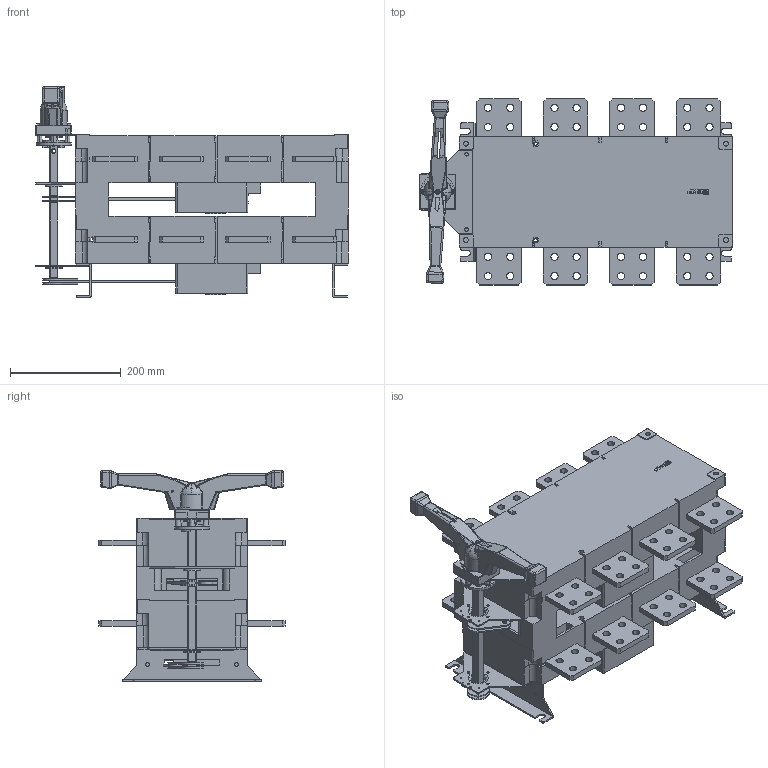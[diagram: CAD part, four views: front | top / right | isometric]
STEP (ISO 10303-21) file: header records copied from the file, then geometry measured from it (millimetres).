
FILE_DESCRIPTION (( 'STEP AP203' ), '1' );
FILE_NAME ('pscs-1600-4 Ðóáèëüíèê-ïåðåêëþ÷àòåëü 1600A 4P c ðóêîÿòêîé óïðàâëåíèÿ äëÿ ïðÿìîé óñòàíîâêè PowerSwitch EKF.STEP', '2026-03-26T09:18:19', ( '' ), ( '' ), 'SwSTEP 2.0', 'SolidWorks 2021', '' );
FILE_SCHEMA (( 'CONFIG_CONTROL_DESIGN' ));
Length unit declared in the file: millimetre
Products named in the file (1): pscs-1600-4 Ðóáèëüíèê-ïåðåêëþ÷àòåëü 1600A 4P c ðóêîÿòêîé óïðàâëåíèÿ äëÿ ïðÿìîé óñòàíîâêè PowerSwitch EKF
Bounding box: 565 x 336.2 x 380.57 mm (x, y, z)
Volume: 17125323.1 mm3; surface area: 1833985.2 mm2
Topology: 4 solids, 20 shells, 3780 faces, 10361 edges, 6707 vertices
Faces by surface type: plane 2483, cylinder 1056, bspline 93, cone 87, torus 61
Entity records: 125519 total; most frequent: CARTESIAN_POINT 28851, ORIENTED_EDGE 20676, DIRECTION 19240, EDGE_CURVE 10338, LINE 7326, VECTOR 7326, VERTEX_POINT 6707, AXIS2_PLACEMENT_3D 5957
